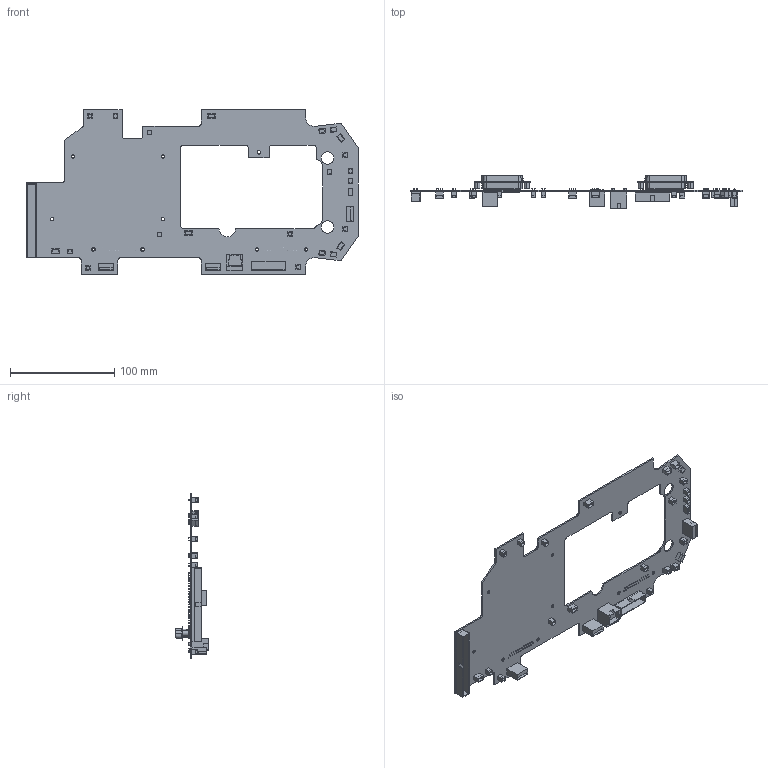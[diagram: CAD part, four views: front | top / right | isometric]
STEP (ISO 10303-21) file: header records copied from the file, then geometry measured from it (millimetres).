
FILE_DESCRIPTION (( 'STEP AP214' ), '1' );
FILE_NAME ('power_pcb_asm.STEP', '2018-10-17T20:07:18', ( '' ), ( '' ), 'SwSTEP 2.0', 'SolidWorks 2011', '' );
FILE_SCHEMA (( 'AUTOMOTIVE_DESIGN' ));
Length unit declared in the file: millimetre
Products named in the file (10): power_pcb_asm; connector_3pin; connector_2pin; DB25_M; connector_4pin; connector_USB_vertical; power_PCB; connector_AWHW_50pin; RJ45_molex_vertical; connector_AWHW_20pin
Assembly tree (32 placements, depth 2):
  power_pcb_asm
    connector_3pin  x4
    connector_2pin  x13
    connector_USB_vertical  x3
    power_PCB
    connector_4pin  x6
    DB25_M  x2
    connector_AWHW_50pin
    connector_AWHW_20pin
    RJ45_molex_vertical
Bounding box: 318 x 31.28 x 158 mm (x, y, z)
Volume: 63189.1 mm3; surface area: 88161.2 mm2
Topology: 32 solids, 32 shells, 1286 faces, 3196 edges, 2064 vertices
Faces by surface type: plane 582, cylinder 580, bspline 100, cone 24
Entity records: 22596 total; most frequent: CARTESIAN_POINT 4024, DIRECTION 3580, ORIENTED_EDGE 3068, EDGE_CURVE 1534, AXIS2_PLACEMENT_3D 1420, VERTEX_POINT 1056, EDGE_LOOP 818, CIRCLE 792
